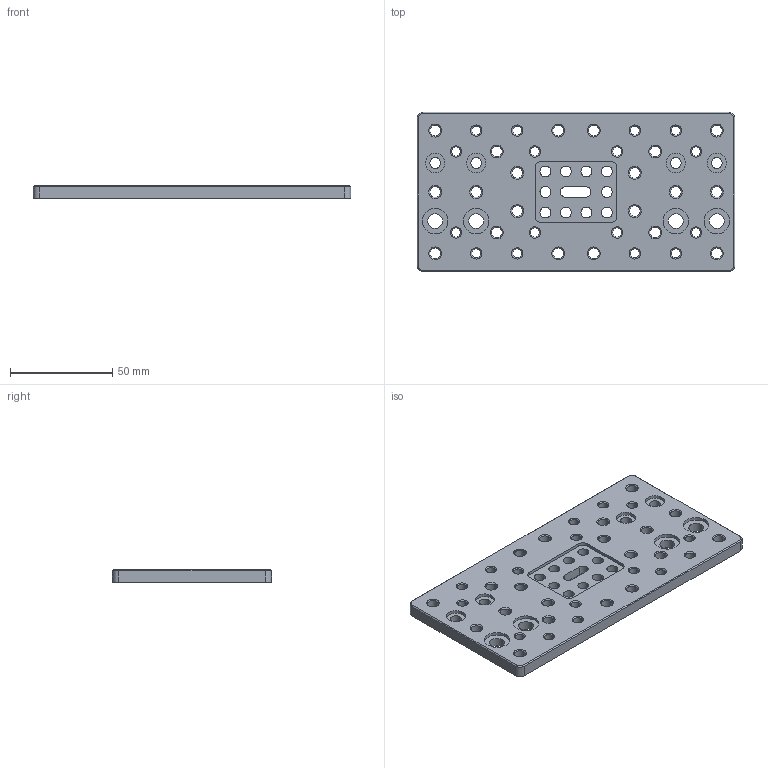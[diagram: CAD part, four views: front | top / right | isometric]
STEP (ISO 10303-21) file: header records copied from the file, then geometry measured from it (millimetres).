
FILE_DESCRIPTION (( 'STEP AP214' ), '1' );
FILE_NAME ('A246 Ïëàñòèíà ïîðòàëüíàÿ 77õ155, óäâîåíàÿ øèðèíà (Ñ-ïðîôèëÿ).STEP', '2019-11-27T07:56:21', ( 'Windows User' ), ( '' ), 'SwSTEP 2.0', 'SolidWorks 2019', '' );
FILE_SCHEMA (( 'AUTOMOTIVE_DESIGN' ));
Length unit declared in the file: millimetre
Products named in the file (1): A246 Ïëàñòèíà ïîðòàëüíàÿ 77õ155, óäâîåíàÿ øèðèíà (Ñ-ïðîôèëÿ)
Bounding box: 155 x 77.63 x 6.15 mm (x, y, z)
Volume: 64008.7 mm3; surface area: 29789.8 mm2
Topology: 1 solids, 1 shells, 268 faces, 659 edges, 402 vertices
Faces by surface type: cylinder 135, cone 108, plane 25
Entity records: 8571 total; most frequent: DIRECTION 1575, CARTESIAN_POINT 1330, ORIENTED_EDGE 1318, EDGE_CURVE 659, AXIS2_PLACEMENT_3D 647, VERTEX_POINT 402, EDGE_LOOP 387, CIRCLE 378
